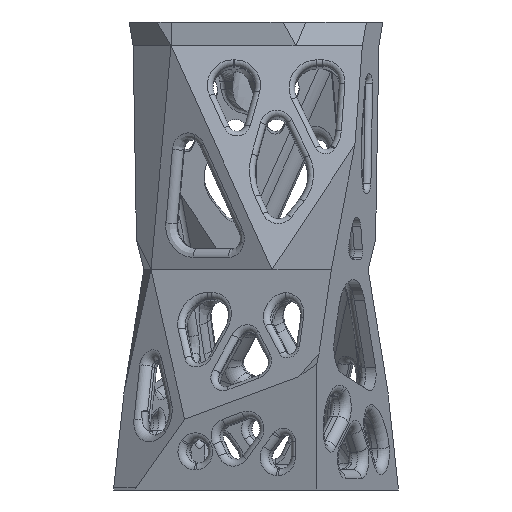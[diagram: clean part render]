
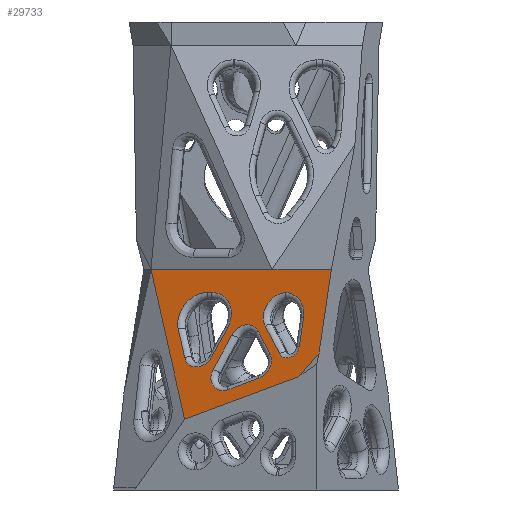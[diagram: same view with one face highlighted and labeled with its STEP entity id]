
A CAD part, front view. The second image highlights one B-rep face of the part: STEP entity #29733.
In plain terms, the highlighted planar face has unit normal (-0.468, -0.81, 0.355).
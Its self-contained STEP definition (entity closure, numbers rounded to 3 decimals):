
#132=FACE_BOUND('',#4321,.T.);
#133=FACE_BOUND('',#4322,.T.);
#134=FACE_BOUND('',#4323,.T.);
#1057=PLANE('',#33006);
#2453=FACE_OUTER_BOUND('',#4320,.T.);
#4320=EDGE_LOOP('',(#25502,#25503,#25504,#25505,#25506,#25507));
#4321=EDGE_LOOP('',(#25508,#25509,#25510,#25511,#25512,#25513));
#4322=EDGE_LOOP('',(#25514,#25515,#25516,#25517,#25518,#25519));
#4323=EDGE_LOOP('',(#25520,#25521,#25522,#25523,#25524));
#6508=CIRCLE('',#32989,2.5);
#6511=CIRCLE('',#32994,1.05);
#6514=CIRCLE('',#32999,2.);
#6518=CIRCLE('',#33007,1.5);
#6519=CIRCLE('',#33008,1.5);
#6520=CIRCLE('',#33009,1.5);
#6521=CIRCLE('',#33010,2.5);
#6522=CIRCLE('',#33011,1.5);
#6523=CIRCLE('',#33012,2.5);
#8896=LINE('',#59113,#10696);
#8931=LINE('',#59274,#10731);
#8945=LINE('',#59318,#10745);
#8998=LINE('',#59608,#10798);
#9000=LINE('',#59620,#10800);
#9007=LINE('',#59655,#10807);
#9008=LINE('',#59657,#10808);
#9009=LINE('',#59658,#10809);
#9010=LINE('',#59661,#10810);
#9011=LINE('',#59665,#10811);
#9012=LINE('',#59669,#10812);
#9013=LINE('',#59675,#10813);
#9014=LINE('',#59679,#10814);
#9015=LINE('',#59682,#10815);
#10696=VECTOR('',#40349,1.);
#10731=VECTOR('',#40532,1.);
#10745=VECTOR('',#40574,1.);
#10798=VECTOR('',#40845,1.);
#10800=VECTOR('',#40859,1.);
#10807=VECTOR('',#40884,1.);
#10808=VECTOR('',#40885,1.);
#10809=VECTOR('',#40886,1.);
#10810=VECTOR('',#40887,1.);
#10811=VECTOR('',#40890,1.);
#10812=VECTOR('',#40893,1.);
#10813=VECTOR('',#40898,1.);
#10814=VECTOR('',#40901,1.);
#10815=VECTOR('',#40904,1.);
#13297=VERTEX_POINT('',#59110);
#13298=VERTEX_POINT('',#59112);
#13336=VERTEX_POINT('',#59273);
#13351=VERTEX_POINT('',#59315);
#13352=VERTEX_POINT('',#59317);
#13439=VERTEX_POINT('',#59586);
#13440=VERTEX_POINT('',#59588);
#13442=VERTEX_POINT('',#59606);
#13444=VERTEX_POINT('',#59612);
#13446=VERTEX_POINT('',#59618);
#13453=VERTEX_POINT('',#59656);
#13454=VERTEX_POINT('',#59659);
#13455=VERTEX_POINT('',#59660);
#13456=VERTEX_POINT('',#59662);
#13457=VERTEX_POINT('',#59664);
#13458=VERTEX_POINT('',#59666);
#13459=VERTEX_POINT('',#59668);
#13460=VERTEX_POINT('',#59671);
#13461=VERTEX_POINT('',#59672);
#13462=VERTEX_POINT('',#59674);
#13463=VERTEX_POINT('',#59676);
#13464=VERTEX_POINT('',#59678);
#13465=VERTEX_POINT('',#59680);
#17326=EDGE_CURVE('',#13297,#13298,#8896,.T.);
#17402=EDGE_CURVE('',#13336,#13298,#8931,.T.);
#17425=EDGE_CURVE('',#13351,#13352,#8945,.T.);
#17551=EDGE_CURVE('',#13439,#13440,#6508,.T.);
#17554=EDGE_CURVE('',#13442,#13439,#8998,.T.);
#17557=EDGE_CURVE('',#13444,#13442,#6511,.T.);
#17560=EDGE_CURVE('',#13446,#13444,#9000,.T.);
#17562=EDGE_CURVE('',#13440,#13446,#6514,.T.);
#17573=EDGE_CURVE('',#13352,#13297,#9007,.T.);
#17574=EDGE_CURVE('',#13453,#13351,#9008,.T.);
#17575=EDGE_CURVE('',#13336,#13453,#9009,.T.);
#17576=EDGE_CURVE('',#13454,#13455,#9010,.T.);
#17577=EDGE_CURVE('',#13456,#13454,#6518,.T.);
#17578=EDGE_CURVE('',#13457,#13456,#9011,.T.);
#17579=EDGE_CURVE('',#13458,#13457,#6519,.T.);
#17580=EDGE_CURVE('',#13459,#13458,#9012,.T.);
#17581=EDGE_CURVE('',#13455,#13459,#6520,.T.);
#17582=EDGE_CURVE('',#13460,#13461,#6521,.T.);
#17583=EDGE_CURVE('',#13462,#13460,#9013,.T.);
#17584=EDGE_CURVE('',#13463,#13462,#6522,.T.);
#17585=EDGE_CURVE('',#13464,#13463,#9014,.T.);
#17586=EDGE_CURVE('',#13465,#13464,#6523,.T.);
#17587=EDGE_CURVE('',#13461,#13465,#9015,.T.);
#25502=ORIENTED_EDGE('',*,*,#17326,.F.);
#25503=ORIENTED_EDGE('',*,*,#17573,.F.);
#25504=ORIENTED_EDGE('',*,*,#17425,.F.);
#25505=ORIENTED_EDGE('',*,*,#17574,.F.);
#25506=ORIENTED_EDGE('',*,*,#17575,.F.);
#25507=ORIENTED_EDGE('',*,*,#17402,.T.);
#25508=ORIENTED_EDGE('',*,*,#17576,.F.);
#25509=ORIENTED_EDGE('',*,*,#17577,.F.);
#25510=ORIENTED_EDGE('',*,*,#17578,.F.);
#25511=ORIENTED_EDGE('',*,*,#17579,.F.);
#25512=ORIENTED_EDGE('',*,*,#17580,.F.);
#25513=ORIENTED_EDGE('',*,*,#17581,.F.);
#25514=ORIENTED_EDGE('',*,*,#17582,.F.);
#25515=ORIENTED_EDGE('',*,*,#17583,.F.);
#25516=ORIENTED_EDGE('',*,*,#17584,.F.);
#25517=ORIENTED_EDGE('',*,*,#17585,.F.);
#25518=ORIENTED_EDGE('',*,*,#17586,.F.);
#25519=ORIENTED_EDGE('',*,*,#17587,.F.);
#25520=ORIENTED_EDGE('',*,*,#17551,.F.);
#25521=ORIENTED_EDGE('',*,*,#17554,.F.);
#25522=ORIENTED_EDGE('',*,*,#17557,.F.);
#25523=ORIENTED_EDGE('',*,*,#17560,.F.);
#25524=ORIENTED_EDGE('',*,*,#17562,.F.);
#29733=ADVANCED_FACE('',(#2453,#132,#133,#134),#1057,.F.);
#32989=AXIS2_PLACEMENT_3D('',#59589,#40839,#40840);
#32994=AXIS2_PLACEMENT_3D('',#59614,#40851,#40852);
#32999=AXIS2_PLACEMENT_3D('',#59623,#40863,#40864);
#33006=AXIS2_PLACEMENT_3D('',#59654,#40882,#40883);
#33007=AXIS2_PLACEMENT_3D('',#59663,#40888,#40889);
#33008=AXIS2_PLACEMENT_3D('',#59667,#40891,#40892);
#33009=AXIS2_PLACEMENT_3D('',#59670,#40894,#40895);
#33010=AXIS2_PLACEMENT_3D('',#59673,#40896,#40897);
#33011=AXIS2_PLACEMENT_3D('',#59677,#40899,#40900);
#33012=AXIS2_PLACEMENT_3D('',#59681,#40902,#40903);
#40349=DIRECTION('',(-0.874,0.362,-0.325));
#40532=DIRECTION('',(0.192,-0.485,-0.853));
#40574=DIRECTION('',(-0.137,-0.33,-0.934));
#40839=DIRECTION('center_axis',(-0.467,-0.81,0.355));
#40840=DIRECTION('ref_axis',(0.746,-0.146,0.65));
#40845=DIRECTION('',(0.137,0.33,0.934));
#40851=DIRECTION('center_axis',(-0.467,-0.81,0.355));
#40852=DIRECTION('ref_axis',(0.132,-0.461,-0.878));
#40859=DIRECTION('',(0.389,-0.549,-0.74));
#40863=DIRECTION('center_axis',(-0.467,-0.81,0.355));
#40864=DIRECTION('ref_axis',(-0.724,0.581,0.372));
#40882=DIRECTION('center_axis',(0.467,0.81,-0.355));
#40883=DIRECTION('ref_axis',(-0.866,0.5,0.));
#40884=DIRECTION('',(-0.661,0.054,-0.748));
#40885=DIRECTION('',(0.866,-0.5,0.));
#40886=DIRECTION('',(0.866,-0.5,0.));
#40887=DIRECTION('',(-0.389,0.549,0.74));
#40888=DIRECTION('center_axis',(-0.467,-0.81,0.355));
#40889=DIRECTION('ref_axis',(0.784,-0.565,-0.258));
#40890=DIRECTION('',(0.874,-0.362,0.325));
#40891=DIRECTION('center_axis',(-0.467,-0.81,0.355));
#40892=DIRECTION('ref_axis',(-0.741,0.141,-0.656));
#40893=DIRECTION('',(-0.479,-0.105,-0.872));
#40894=DIRECTION('center_axis',(-0.467,-0.81,0.355));
#40895=DIRECTION('ref_axis',(0.052,0.376,0.925));
#40896=DIRECTION('center_axis',(-0.467,-0.81,0.355));
#40897=DIRECTION('ref_axis',(0.815,-0.239,0.528));
#40898=DIRECTION('',(0.479,0.105,0.872));
#40899=DIRECTION('center_axis',(-0.467,-0.81,0.355));
#40900=DIRECTION('ref_axis',(-0.156,-0.32,-0.935));
#40901=DIRECTION('',(0.192,-0.485,-0.853));
#40902=DIRECTION('center_axis',(-0.467,-0.81,0.355));
#40903=DIRECTION('ref_axis',(-0.63,0.587,0.508));
#40904=DIRECTION('',(-0.866,0.5,0.));
#59110=CARTESIAN_POINT('',(3.732,-12.37,148.68));
#59112=CARTESIAN_POINT('',(-6.371,-8.185,144.92));
#59113=CARTESIAN_POINT('',(-2.64,-9.73,146.309));
#59273=CARTESIAN_POINT('',(-9.377,-0.585,158.3));
#59274=CARTESIAN_POINT('',(-9.377,-0.585,158.3));
#59315=CARTESIAN_POINT('',(6.73,-9.885,158.3));
#59317=CARTESIAN_POINT('',(5.636,-12.524,150.836));
#59318=CARTESIAN_POINT('',(6.293,-10.937,155.323));
#59586=CARTESIAN_POINT('',(4.247,-10.329,154.015));
#59588=CARTESIAN_POINT('',(2.645,-8.43,156.238));
#59589=CARTESIAN_POINT('Origin',(2.064,-9.117,153.906));
#59606=CARTESIAN_POINT('',(3.867,-11.247,151.421));
#59608=CARTESIAN_POINT('',(3.881,-11.213,151.516));
#59612=CARTESIAN_POINT('',(2.117,-10.519,150.776));
#59614=CARTESIAN_POINT('Origin',(2.95,-10.737,151.375));
#59618=CARTESIAN_POINT('',(0.827,-8.698,153.231));
#59620=CARTESIAN_POINT('',(1.452,-9.58,152.042));
#59623=CARTESIAN_POINT('Origin',(2.415,-9.115,154.373));
#59654=CARTESIAN_POINT('Origin',(-5.826,-6.909,148.55));
#59655=CARTESIAN_POINT('',(12.23,-13.06,158.3));
#59656=CARTESIAN_POINT('',(1.426,-6.823,158.3));
#59657=CARTESIAN_POINT('',(-9.377,-0.585,158.3));
#59658=CARTESIAN_POINT('',(-9.377,-0.585,158.3));
#59659=CARTESIAN_POINT('',(1.247,-10.022,150.764));
#59660=CARTESIAN_POINT('',(0.172,-8.504,152.812));
#59661=CARTESIAN_POINT('',(0.162,-8.489,152.831));
#59662=CARTESIAN_POINT('',(0.259,-10.403,148.592));
#59663=CARTESIAN_POINT('Origin',(0.056,-9.71,149.907));
#59664=CARTESIAN_POINT('',(-2.508,-9.257,147.563));
#59665=CARTESIAN_POINT('',(-2.622,-9.21,147.52));
#59666=CARTESIAN_POINT('',(-3.825,-7.698,149.385));
#59667=CARTESIAN_POINT('Origin',(-2.71,-8.564,148.877));
#59668=CARTESIAN_POINT('',(-2.134,-7.326,152.463));
#59669=CARTESIAN_POINT('',(-4.209,-7.783,148.687));
#59670=CARTESIAN_POINT('Origin',(-1.019,-8.192,151.955));
#59671=CARTESIAN_POINT('',(-2.549,-6.824,153.06));
#59672=CARTESIAN_POINT('',(-3.963,-4.613,156.243));
#59673=CARTESIAN_POINT('Origin',(-4.407,-5.381,153.906));
#59674=CARTESIAN_POINT('',(-3.964,-7.136,150.484));
#59675=CARTESIAN_POINT('',(-3.868,-7.115,150.659));
#59676=CARTESIAN_POINT('',(-6.373,-5.774,150.419));
#59677=CARTESIAN_POINT('Origin',(-5.079,-6.27,150.991));
#59678=CARTESIAN_POINT('',(-6.942,-4.335,152.951));
#59679=CARTESIAN_POINT('',(-6.158,-6.319,149.459));
#59680=CARTESIAN_POINT('',(-4.341,-4.394,156.243));
#59681=CARTESIAN_POINT('Origin',(-4.785,-5.162,153.906));
#59682=CARTESIAN_POINT('',(-4.354,-4.387,156.243));
